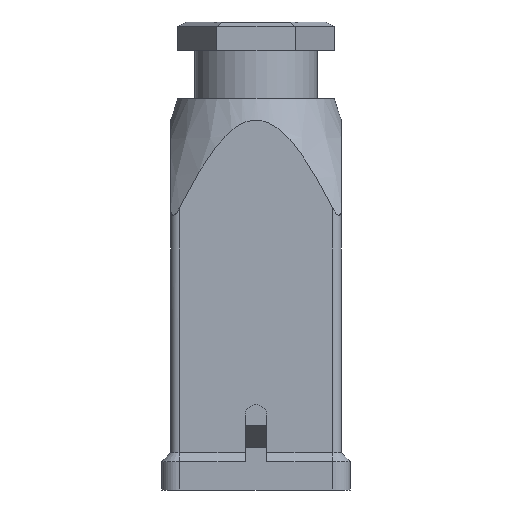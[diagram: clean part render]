
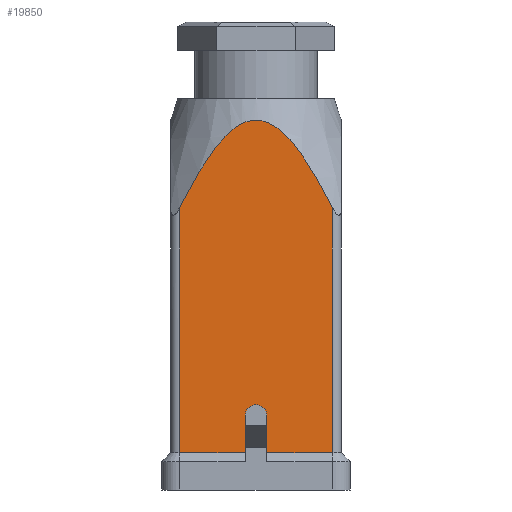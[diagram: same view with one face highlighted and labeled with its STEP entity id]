
A CAD part, left-side view. The second image highlights one B-rep face of the part: STEP entity #19850.
In plain terms, the highlighted face is planar.
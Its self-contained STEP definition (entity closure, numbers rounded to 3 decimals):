
#850=CARTESIAN_POINT('',(10.75,-12.,39.667));
#860=VERTEX_POINT('',#850);
#890=CARTESIAN_POINT('',(10.75,-12.,39.667));
#900=CARTESIAN_POINT('',(0.,-12.,61.186));
#910=CARTESIAN_POINT('',(-10.75,-12.,39.667));
#920=(BOUNDED_CURVE() B_SPLINE_CURVE(2,(#890,#900,#910),.UNSPECIFIED.,
.F.,.F.) B_SPLINE_CURVE_WITH_KNOTS((3,3),(0.267,
4.009),.UNSPECIFIED.) CURVE() GEOMETRIC_REPRESENTATION_ITEM()
 RATIONAL_B_SPLINE_CURVE((1.055,1.417,
1.055)) REPRESENTATION_ITEM(''));
#930=CARTESIAN_POINT('',(-10.75,-12.,39.667));
#940=VERTEX_POINT('',#930);
#950=EDGE_CURVE('',#860,#940,#920,.T.);
#15960=CARTESIAN_POINT('',(10.75,-12.,5.25));
#15970=VERTEX_POINT('',#15960);
#16000=CARTESIAN_POINT('',(10.75,-12.,5.25));
#16010=DIRECTION('',(0.,0.,1.));
#16020=VECTOR('',#16010,34.417);
#16030=LINE('',#16000,#16020);
#16040=EDGE_CURVE('',#15970,#860,#16030,.T.);
#16700=CARTESIAN_POINT('',(-10.75,-12.,5.25));
#16710=VERTEX_POINT('',#16700);
#17330=CARTESIAN_POINT('',(10.75,-12.,5.25));
#17340=DIRECTION('',(-1.,0.,0.));
#17350=VECTOR('',#17340,9.25);
#17360=LINE('',#17330,#17350);
#17370=CARTESIAN_POINT('',(1.5,-12.,5.25));
#17380=VERTEX_POINT('',#17370);
#17390=EDGE_CURVE('',#15970,#17380,#17360,.T.);
#19310=CARTESIAN_POINT('',(-10.75,-12.,5.25));
#19320=DIRECTION('',(0.,0.,1.));
#19330=VECTOR('',#19320,34.417);
#19340=LINE('',#19310,#19330);
#19350=EDGE_CURVE('',#16710,#940,#19340,.T.);
#19430=CARTESIAN_POINT('',(10.75,-12.,0.));
#19440=DIRECTION('',(0.,-1.,0.));
#19450=DIRECTION('',(0.,0.,-1.));
#19460=AXIS2_PLACEMENT_3D('',#19430,#19440,#19450);
#19470=PLANE('',#19460);
#19480=CARTESIAN_POINT('',(0.,-12.,9.5));
#19490=DIRECTION('',(0.,1.,0.));
#19500=DIRECTION('',(0.,0.,1.));
#19510=AXIS2_PLACEMENT_3D('',#19480,#19490,#19500);
#19520=CIRCLE('',#19510,1.5);
#19530=CARTESIAN_POINT('',(-1.5,-12.,9.5));
#19540=VERTEX_POINT('',#19530);
#19550=CARTESIAN_POINT('',(1.5,-12.,9.5));
#19560=VERTEX_POINT('',#19550);
#19570=EDGE_CURVE('',#19540,#19560,#19520,.T.);
#19580=ORIENTED_EDGE('',*,*,#19570,.T.);
#19590=CARTESIAN_POINT('',(-1.5,-12.,5.25));
#19600=DIRECTION('',(0.,0.,1.));
#19610=VECTOR('',#19600,4.25);
#19620=LINE('',#19590,#19610);
#19630=CARTESIAN_POINT('',(-1.5,-12.,5.25));
#19640=VERTEX_POINT('',#19630);
#19650=EDGE_CURVE('',#19640,#19540,#19620,.T.);
#19660=ORIENTED_EDGE('',*,*,#19650,.T.);
#19670=CARTESIAN_POINT('',(-1.5,-12.,5.25));
#19680=DIRECTION('',(-1.,0.,0.));
#19690=VECTOR('',#19680,9.25);
#19700=LINE('',#19670,#19690);
#19710=EDGE_CURVE('',#19640,#16710,#19700,.T.);
#19720=ORIENTED_EDGE('',*,*,#19710,.F.);
#19730=ORIENTED_EDGE('',*,*,#19350,.F.);
#19740=ORIENTED_EDGE('',*,*,#950,.T.);
#19750=ORIENTED_EDGE('',*,*,#16040,.T.);
#19760=ORIENTED_EDGE('',*,*,#17390,.F.);
#19770=CARTESIAN_POINT('',(1.5,-12.,9.5));
#19780=DIRECTION('',(0.,0.,-1.));
#19790=VECTOR('',#19780,4.25);
#19800=LINE('',#19770,#19790);
#19810=EDGE_CURVE('',#19560,#17380,#19800,.T.);
#19820=ORIENTED_EDGE('',*,*,#19810,.T.);
#19830=EDGE_LOOP('',(#19820,#19760,#19750,#19740,#19730,#19720,#19660,
#19580));
#19840=FACE_OUTER_BOUND('',#19830,.T.);
#19850=ADVANCED_FACE('',(#19840),#19470,.T.);
